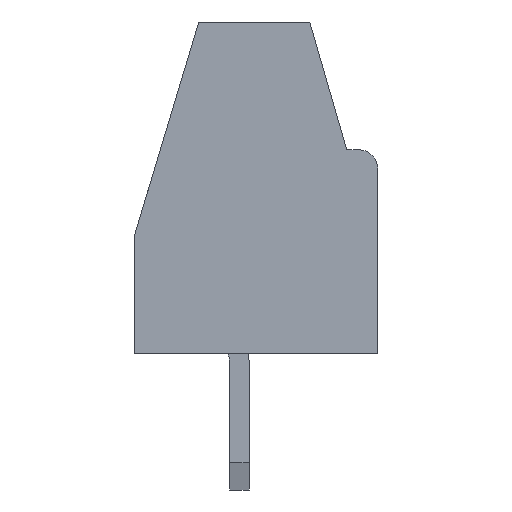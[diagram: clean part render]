
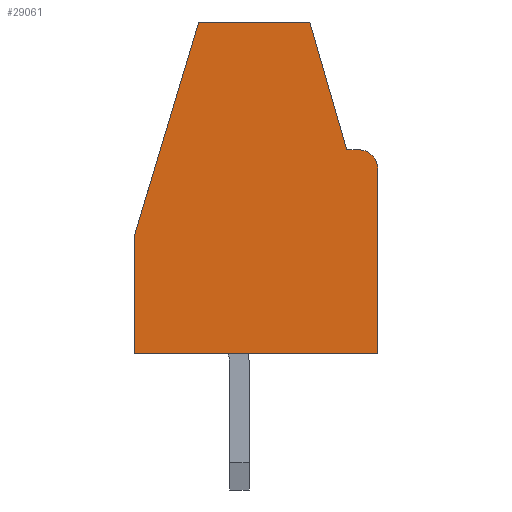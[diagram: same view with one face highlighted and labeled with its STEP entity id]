
A CAD part, left-side view. The second image highlights one B-rep face of the part: STEP entity #29061.
In plain terms, the highlighted planar face has unit normal (-1, 0, 0).
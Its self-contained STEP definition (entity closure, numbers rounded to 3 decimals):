
#373 = PLANE ( 'NONE',  #9674 ) ;
#731 = LINE ( 'NONE', #8820, #3630 ) ;
#821 = DIRECTION ( 'NONE',  ( 0., 0., -1. ) ) ;
#901 = DIRECTION ( 'NONE',  ( 0., 0.277, 0.961 ) ) ;
#1514 = EDGE_CURVE ( 'NONE', #21929, #28815, #731, .T. ) ;
#1527 = CARTESIAN_POINT ( 'NONE',  ( -5.32, -3.25, 2.775 ) ) ;
#1842 = VECTOR ( 'NONE', #821, 1000. ) ;
#2055 = CARTESIAN_POINT ( 'NONE',  ( -5.32, 3., 0.55 ) ) ;
#2162 = VERTEX_POINT ( 'NONE', #12010 ) ;
#2562 = DIRECTION ( 'NONE',  ( 0., 0., 1. ) ) ;
#3139 = VECTOR ( 'NONE', #15167, 1000. ) ;
#3630 = VECTOR ( 'NONE', #901, 1000. ) ;
#3713 = ORIENTED_EDGE ( 'NONE', *, *, #7338, .T. ) ;
#4589 = DIRECTION ( 'NONE',  ( 0., 0., 1. ) ) ;
#5028 = CARTESIAN_POINT ( 'NONE',  ( -5.32, -2.75, 2.775 ) ) ;
#5431 = CARTESIAN_POINT ( 'NONE',  ( -5.32, 3., -2.45 ) ) ;
#5883 = ORIENTED_EDGE ( 'NONE', *, *, #23065, .T. ) ;
#6029 = EDGE_CURVE ( 'NONE', #16456, #10332, #28495, .T. ) ;
#7131 = DIRECTION ( 'NONE',  ( 0., 0., 1. ) ) ;
#7193 = DIRECTION ( 'NONE',  ( 0., 1., 0. ) ) ;
#7338 = EDGE_CURVE ( 'NONE', #20344, #16456, #11869, .T. ) ;
#8201 = EDGE_CURVE ( 'NONE', #21929, #27026, #25943, .T. ) ;
#8692 = CARTESIAN_POINT ( 'NONE',  ( -5.32, -1.505, 6.05 ) ) ;
#8820 = CARTESIAN_POINT ( 'NONE',  ( -5.32, -1.505, 6.05 ) ) ;
#9149 = LINE ( 'NONE', #9498, #3139 ) ;
#9185 = LINE ( 'NONE', #20733, #13989 ) ;
#9498 = CARTESIAN_POINT ( 'NONE',  ( -5.32, 1.345, 6.05 ) ) ;
#9674 = AXIS2_PLACEMENT_3D ( 'NONE', #19104, #22124, #2562 ) ;
#10332 = VERTEX_POINT ( 'NONE', #31821 ) ;
#10946 = EDGE_CURVE ( 'NONE', #21239, #27026, #23910, .T. ) ;
#11869 = LINE ( 'NONE', #22714, #1842 ) ;
#11914 = VECTOR ( 'NONE', #26133, 1000. ) ;
#11972 = AXIS2_PLACEMENT_3D ( 'NONE', #23314, #20676, #7131 ) ;
#12010 = CARTESIAN_POINT ( 'NONE',  ( -5.32, 1.345, 6.05 ) ) ;
#13585 = FACE_OUTER_BOUND ( 'NONE', #20738, .T. ) ;
#13989 = VECTOR ( 'NONE', #7193, 1000. ) ;
#15121 = CARTESIAN_POINT ( 'NONE',  ( -5.32, 3.25, -2.45 ) ) ;
#15167 = DIRECTION ( 'NONE',  ( 0., 0.288, -0.958 ) ) ;
#15334 = ORIENTED_EDGE ( 'NONE', *, *, #6029, .T. ) ;
#15554 = VECTOR ( 'NONE', #25979, 1000. ) ;
#16456 = VERTEX_POINT ( 'NONE', #5431 ) ;
#19104 = CARTESIAN_POINT ( 'NONE',  ( -5.32, 0., 0. ) ) ;
#19708 = EDGE_CURVE ( 'NONE', #2162, #20344, #9149, .T. ) ;
#20344 = VERTEX_POINT ( 'NONE', #2055 ) ;
#20676 = DIRECTION ( 'NONE',  ( -1., 0., 0. ) ) ;
#20733 = CARTESIAN_POINT ( 'NONE',  ( -5.32, -1.95, 6.05 ) ) ;
#20738 = EDGE_LOOP ( 'NONE', ( #22721, #30749, #32084, #31934, #5883, #28218, #3713, #15334 ) ) ;
#21239 = VERTEX_POINT ( 'NONE', #22699 ) ;
#21929 = VERTEX_POINT ( 'NONE', #35227 ) ;
#22124 = DIRECTION ( 'NONE',  ( -1., 0., 0. ) ) ;
#22699 = CARTESIAN_POINT ( 'NONE',  ( -5.32, -3.25, 2.275 ) ) ;
#22714 = CARTESIAN_POINT ( 'NONE',  ( -5.32, 3., 0.55 ) ) ;
#22721 = ORIENTED_EDGE ( 'NONE', *, *, #33126, .T. ) ;
#23065 = EDGE_CURVE ( 'NONE', #28815, #2162, #9185, .T. ) ;
#23314 = CARTESIAN_POINT ( 'NONE',  ( -5.32, -2.75, 2.275 ) ) ;
#23759 = LINE ( 'NONE', #34332, #25266 ) ;
#23910 = CIRCLE ( 'NONE', #11972, 0.5 ) ;
#25266 = VECTOR ( 'NONE', #4589, 1000. ) ;
#25943 = LINE ( 'NONE', #1527, #11914 ) ;
#25979 = DIRECTION ( 'NONE',  ( 0., -1., 0. ) ) ;
#26133 = DIRECTION ( 'NONE',  ( 0., -1., 0. ) ) ;
#27026 = VERTEX_POINT ( 'NONE', #5028 ) ;
#28218 = ORIENTED_EDGE ( 'NONE', *, *, #19708, .T. ) ;
#28495 = LINE ( 'NONE', #15121, #15554 ) ;
#28815 = VERTEX_POINT ( 'NONE', #8692 ) ;
#29061 = ADVANCED_FACE ( 'NONE', ( #13585 ), #373, .T. ) ;
#30749 = ORIENTED_EDGE ( 'NONE', *, *, #10946, .T. ) ;
#31821 = CARTESIAN_POINT ( 'NONE',  ( -5.32, -3.25, -2.45 ) ) ;
#31934 = ORIENTED_EDGE ( 'NONE', *, *, #1514, .T. ) ;
#32084 = ORIENTED_EDGE ( 'NONE', *, *, #8201, .F. ) ;
#33126 = EDGE_CURVE ( 'NONE', #10332, #21239, #23759, .T. ) ;
#34332 = CARTESIAN_POINT ( 'NONE',  ( -5.32, -3.25, -2.45 ) ) ;
#35227 = CARTESIAN_POINT ( 'NONE',  ( -5.32, -2.45, 2.775 ) ) ;
